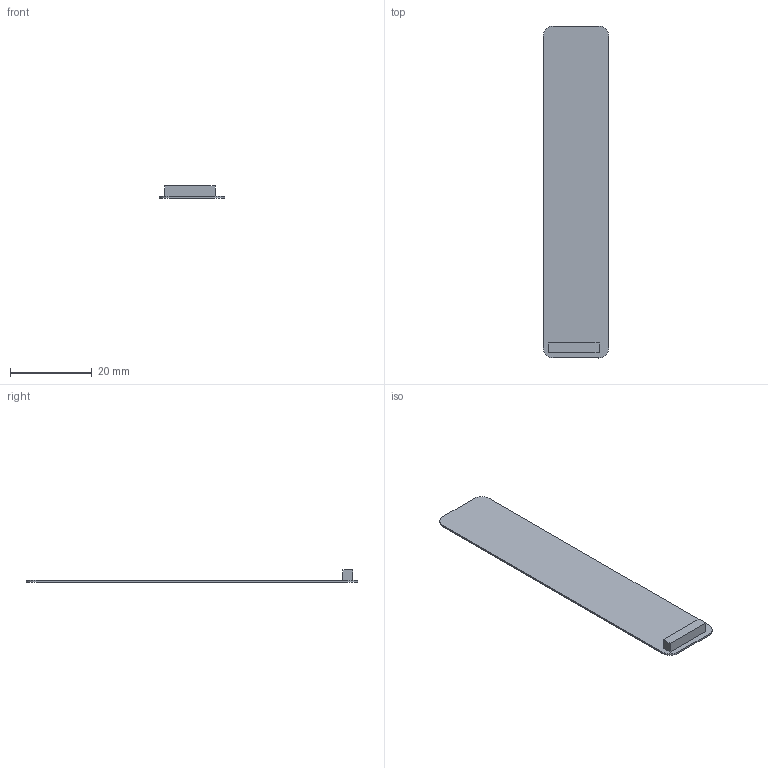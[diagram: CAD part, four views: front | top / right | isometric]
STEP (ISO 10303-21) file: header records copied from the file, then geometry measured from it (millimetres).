
FILE_DESCRIPTION(('Open CASCADE Model'),'2;1');
FILE_NAME('Open CASCADE Shape Model','2016-02-02T21:44:50',('Author'),( 'Open CASCADE'),'Open CASCADE STEP processor 6.5','Open CASCADE 6.5' ,'Unknown');
FILE_SCHEMA(('AUTOMOTIVE_DESIGN { 1 0 10303 214 1 1 1 1 }'));
Length unit declared in the file: millimetre
Products named in the file (5): PCB; Board; J1; 1309677328; Extruded
Assembly tree (4 placements, depth 4):
  PCB
    Board
    J1
      1309677328
        Extruded
Bounding box: 16 x 81 x 2.95 mm (x, y, z)
Volume: 604.1 mm3; surface area: 2791.2 mm2
Topology: 2 solids, 2 shells, 17 faces, 39 edges, 26 vertices
Faces by surface type: plane 13, cylinder 4
Entity records: 1114 total; most frequent: CARTESIAN_POINT 213, DIRECTION 161, LINE 101, VECTOR 101, ORIENTED_EDGE 78, PCURVE 78, DEFINITIONAL_REPRESENTATION 78, EDGE_CURVE 39
